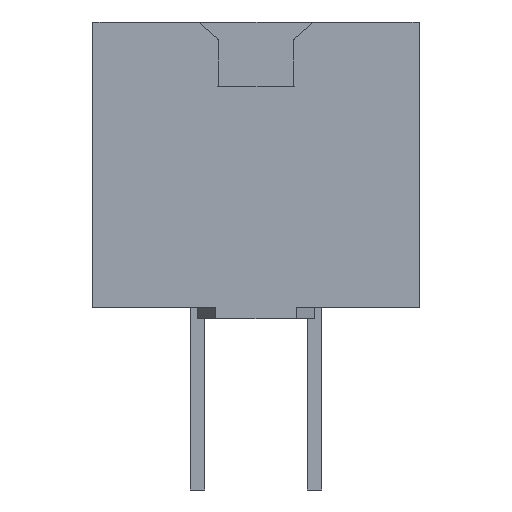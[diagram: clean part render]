
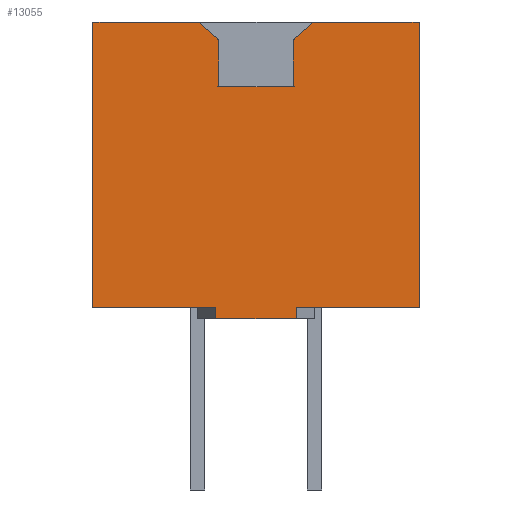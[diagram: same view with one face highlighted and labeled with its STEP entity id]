
A CAD part, left-side view. The second image highlights one B-rep face of the part: STEP entity #13055.
In plain terms, the highlighted planar face has unit normal (-1, 0, 0).
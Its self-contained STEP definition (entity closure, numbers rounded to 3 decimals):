
#348=DIRECTION('',(0.,0.,1.));
#349=VECTOR('',#348,6.172);
#350=CARTESIAN_POINT('',(-8.636,3.531,-2.616));
#351=LINE('',#350,#349);
#458=DIRECTION('',(0.,0.,1.));
#459=VECTOR('',#458,6.172);
#460=CARTESIAN_POINT('',(-8.636,-3.531,-2.616));
#461=LINE('',#460,#459);
#1522=DIRECTION('',(0.,1.,0.));
#1523=VECTOR('',#1522,2.287);
#1524=CARTESIAN_POINT('',(-8.636,1.243,3.556));
#1525=LINE('',#1524,#1523);
#1542=DIRECTION('',(0.,1.,0.));
#1543=VECTOR('',#1542,2.287);
#1544=CARTESIAN_POINT('',(-8.636,-3.531,3.556));
#1545=LINE('',#1544,#1543);
#4538=DIRECTION('',(0.,0.756,0.655));
#4539=VECTOR('',#4538,0.582);
#4540=CARTESIAN_POINT('',(-8.636,0.803,3.175));
#4541=LINE('',#4540,#4539);
#4542=DIRECTION('',(0.,0.,1.));
#4543=VECTOR('',#4542,1.016);
#4544=CARTESIAN_POINT('',(-8.636,0.803,2.159));
#4545=LINE('',#4544,#4543);
#4546=DIRECTION('',(0.,0.,1.));
#4547=VECTOR('',#4546,1.016);
#4548=CARTESIAN_POINT('',(-8.636,-0.803,2.159));
#4549=LINE('',#4548,#4547);
#4550=DIRECTION('',(0.,0.756,-0.655));
#4551=VECTOR('',#4550,0.582);
#4552=CARTESIAN_POINT('',(-8.636,-1.243,3.556));
#4553=LINE('',#4552,#4551);
#4554=DIRECTION('',(0.,1.,0.));
#4555=VECTOR('',#4554,2.664);
#4556=CARTESIAN_POINT('',(-8.636,-3.531,-2.616));
#4557=LINE('',#4556,#4555);
#4558=DIRECTION('',(0.,0.,1.));
#4559=VECTOR('',#4558,0.254);
#4560=CARTESIAN_POINT('',(-8.636,0.867,-2.87));
#4561=LINE('',#4560,#4559);
#4562=DIRECTION('',(0.,1.,0.));
#4563=VECTOR('',#4562,2.664);
#4564=CARTESIAN_POINT('',(-8.636,0.867,-2.616));
#4565=LINE('',#4564,#4563);
#4582=DIRECTION('',(0.,-1.,0.));
#4583=VECTOR('',#4582,1.606);
#4584=CARTESIAN_POINT('',(-8.636,0.803,2.159));
#4585=LINE('',#4584,#4583);
#4730=DIRECTION('',(0.,-1.,0.));
#4731=VECTOR('',#4730,1.733);
#4732=CARTESIAN_POINT('',(-8.636,0.867,-2.87));
#4733=LINE('',#4732,#4731);
#4778=DIRECTION('',(0.,0.,1.));
#4779=VECTOR('',#4778,0.254);
#4780=CARTESIAN_POINT('',(-8.636,-0.867,-2.87));
#4781=LINE('',#4780,#4779);
#5154=CARTESIAN_POINT('',(-8.636,-3.531,-2.616));
#5155=CARTESIAN_POINT('',(-8.636,-3.531,3.556));
#5156=VERTEX_POINT('',#5154);
#5157=VERTEX_POINT('',#5155);
#5162=CARTESIAN_POINT('',(-8.636,3.531,-2.616));
#5163=CARTESIAN_POINT('',(-8.636,3.531,3.556));
#5164=VERTEX_POINT('',#5162);
#5165=VERTEX_POINT('',#5163);
#5579=CARTESIAN_POINT('',(-8.636,0.867,-2.87));
#5581=VERTEX_POINT('',#5579);
#5590=CARTESIAN_POINT('',(-8.636,-0.803,2.159));
#5591=VERTEX_POINT('',#5590);
#5592=CARTESIAN_POINT('',(-8.636,0.803,2.159));
#5593=VERTEX_POINT('',#5592);
#5610=CARTESIAN_POINT('',(-8.636,-0.867,-2.87));
#5611=VERTEX_POINT('',#5610);
#5626=CARTESIAN_POINT('',(-8.636,-0.867,-2.616));
#5627=VERTEX_POINT('',#5626);
#5628=CARTESIAN_POINT('',(-8.636,0.867,-2.616));
#5629=VERTEX_POINT('',#5628);
#5942=CARTESIAN_POINT('',(-8.636,0.803,3.175));
#5943=CARTESIAN_POINT('',(-8.636,1.243,3.556));
#5944=VERTEX_POINT('',#5942);
#5945=VERTEX_POINT('',#5943);
#5946=CARTESIAN_POINT('',(-8.636,-1.243,3.556));
#5947=CARTESIAN_POINT('',(-8.636,-0.803,3.175));
#5948=VERTEX_POINT('',#5946);
#5949=VERTEX_POINT('',#5947);
#13027=CARTESIAN_POINT('',(-8.636,-3.531,-2.616));
#13028=DIRECTION('',(-1.,0.,0.));
#13029=DIRECTION('',(0.,0.,1.));
#13030=AXIS2_PLACEMENT_3D('',#13027,#13028,#13029);
#13031=PLANE('',#13030);
#13033=ORIENTED_EDGE('',*,*,#13032,.F.);
#13035=ORIENTED_EDGE('',*,*,#13034,.F.);
#13037=ORIENTED_EDGE('',*,*,#13036,.T.);
#13039=ORIENTED_EDGE('',*,*,#13038,.T.);
#13040=ORIENTED_EDGE('',*,*,#13018,.F.);
#13041=ORIENTED_EDGE('',*,*,#7957,.F.);
#13042=ORIENTED_EDGE('',*,*,#7072,.F.);
#13043=ORIENTED_EDGE('',*,*,#6853,.T.);
#13045=ORIENTED_EDGE('',*,*,#13044,.F.);
#13047=ORIENTED_EDGE('',*,*,#13046,.F.);
#13049=ORIENTED_EDGE('',*,*,#13048,.T.);
#13050=ORIENTED_EDGE('',*,*,#6841,.T.);
#13051=ORIENTED_EDGE('',*,*,#6996,.T.);
#13052=ORIENTED_EDGE('',*,*,#7939,.F.);
#13053=EDGE_LOOP('',(#13033,#13035,#13037,#13039,#13040,#13041,#13042,#13043,
#13045,#13047,#13049,#13050,#13051,#13052));
#13054=FACE_OUTER_BOUND('',#13053,.F.);
#6841=EDGE_CURVE('',#5629,#5164,#4565,.T.);
#6853=EDGE_CURVE('',#5156,#5627,#4557,.T.);
#6996=EDGE_CURVE('',#5164,#5165,#351,.T.);
#7072=EDGE_CURVE('',#5156,#5157,#461,.T.);
#7939=EDGE_CURVE('',#5945,#5165,#1525,.T.);
#7957=EDGE_CURVE('',#5157,#5948,#1545,.T.);
#13018=EDGE_CURVE('',#5948,#5949,#4553,.T.);
#13032=EDGE_CURVE('',#5944,#5945,#4541,.T.);
#13034=EDGE_CURVE('',#5593,#5944,#4545,.T.);
#13036=EDGE_CURVE('',#5593,#5591,#4585,.T.);
#13038=EDGE_CURVE('',#5591,#5949,#4549,.T.);
#13044=EDGE_CURVE('',#5611,#5627,#4781,.T.);
#13046=EDGE_CURVE('',#5581,#5611,#4733,.T.);
#13048=EDGE_CURVE('',#5581,#5629,#4561,.T.);
#13055=ADVANCED_FACE('',(#13054),#13031,.T.);
